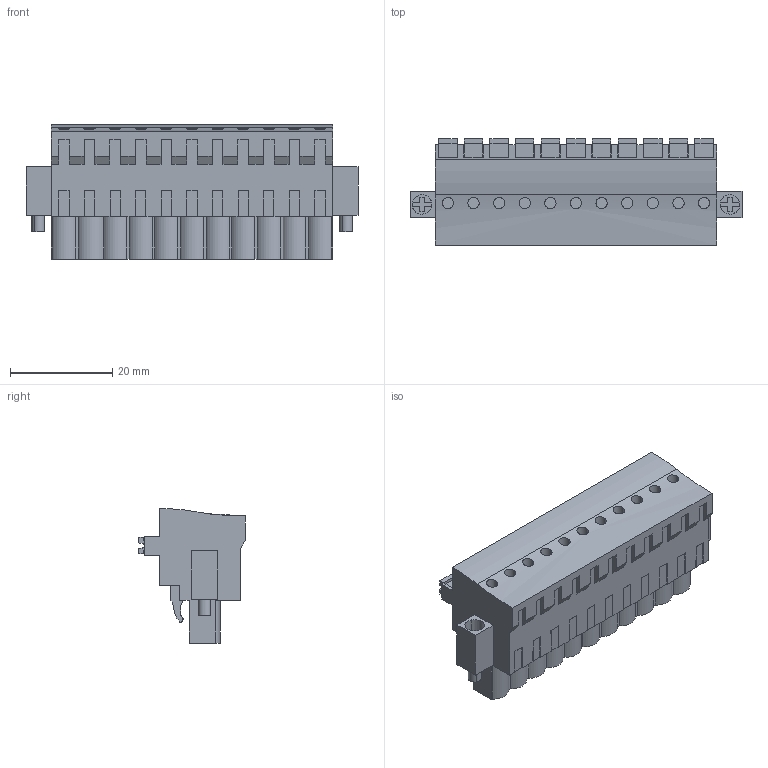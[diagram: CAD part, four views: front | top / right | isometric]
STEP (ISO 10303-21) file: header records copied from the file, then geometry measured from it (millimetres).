
FILE_DESCRIPTION(('CATIA V5 STEP Exchange','CAx-IF Rec.Pracs.--- Model Styling and Organization---1.2---2011-12-15'),'2;1');
FILE_NAME ('D1461109_0_1980730000_1980730000.stp','2017-09-23T15:20:33+00:00',('none'),('Weidmueller'),'CATIA Version 5-6 Release 2014','CATIA V5 STEP AP214','none');
FILE_SCHEMA(('AUTOMOTIVE_DESIGN { 1 0 10303 214 1 1 1 1 }'));
Length unit declared in the file: millimetre
Products named in the file (1): 1980730000
Bounding box: 64.8 x 20.79 x 26.24 mm (x, y, z)
Volume: 17071.3 mm3; surface area: 8260.4 mm2
Topology: 14 solids, 14 shells, 765 faces, 2165 edges, 1478 vertices
Faces by surface type: plane 605, cylinder 152, extrusion 8
Entity records: 23043 total; most frequent: CARTESIAN_POINT 4506, ORIENTED_EDGE 4330, DIRECTION 2949, EDGE_CURVE 2165, VECTOR 1807, LINE 1799, VERTEX_POINT 1478, EDGE_LOOP 819
